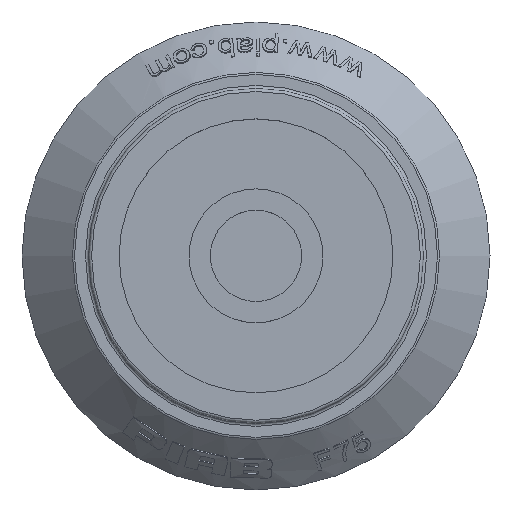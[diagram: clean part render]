
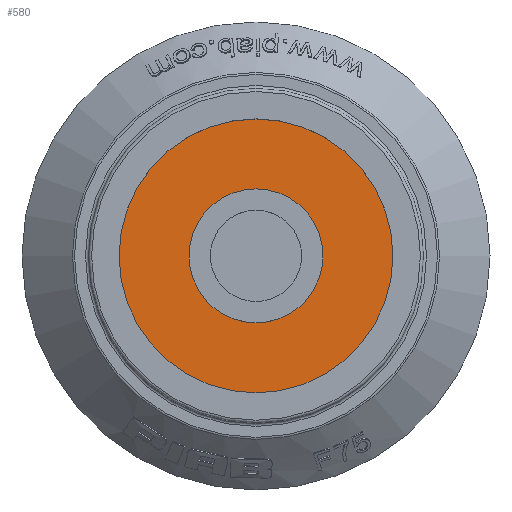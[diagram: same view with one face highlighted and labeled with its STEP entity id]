
A CAD part, top view. The second image highlights one B-rep face of the part: STEP entity #580.
In plain terms, the highlighted planar face has unit normal (0, 0, 1).
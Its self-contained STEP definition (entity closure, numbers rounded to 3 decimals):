
#580 = ADVANCED_FACE( '', ( #1351, #1352 ), #1353, .F. );
#1351 = FACE_OUTER_BOUND( '', #4258, .T. );
#1352 = FACE_BOUND( '', #4259, .T. );
#1353 = PLANE( '', #4260 );
#4258 = EDGE_LOOP( '', ( #8400 ) );
#4259 = EDGE_LOOP( '', ( #8401 ) );
#4260 = AXIS2_PLACEMENT_3D( '', #8402, #8403, #8404 );
#8400 = ORIENTED_EDGE( '', *, *, #10132, .F. );
#8401 = ORIENTED_EDGE( '', *, *, #10133, .T. );
#8402 = CARTESIAN_POINT( '', ( 0., -11., -5. ) );
#8403 = DIRECTION( '', ( 0., 0., -1. ) );
#8404 = DIRECTION( '', ( -1., 0., 0. ) );
#10132 = EDGE_CURVE( '', #11673, #11673, #11674, .T. );
#10133 = EDGE_CURVE( '', #11675, #11675, #11676, .T. );
#11673 = VERTEX_POINT( '', #15867 );
#11674 = CIRCLE( '', #15868, 22.5 );
#11675 = VERTEX_POINT( '', #15869 );
#11676 = CIRCLE( '', #15870, 11. );
#15867 = CARTESIAN_POINT( '', ( -22.5, 0., -5. ) );
#15868 = AXIS2_PLACEMENT_3D( '', #17034, #17035, #17036 );
#15869 = CARTESIAN_POINT( '', ( -11., 0., -5. ) );
#15870 = AXIS2_PLACEMENT_3D( '', #17037, #17038, #17039 );
#17034 = CARTESIAN_POINT( '', ( 0., 0., -5. ) );
#17035 = DIRECTION( '', ( 0., 0., -1. ) );
#17036 = DIRECTION( '', ( -1., 0., 0. ) );
#17037 = CARTESIAN_POINT( '', ( 0., 0., -5. ) );
#17038 = DIRECTION( '', ( 0., 0., -1. ) );
#17039 = DIRECTION( '', ( -1., 0., 0. ) );
